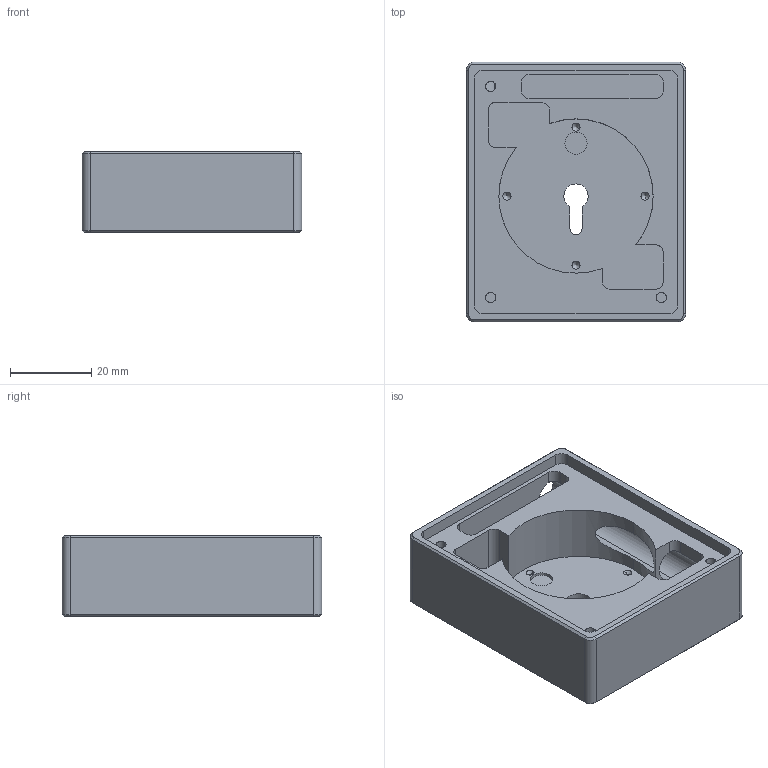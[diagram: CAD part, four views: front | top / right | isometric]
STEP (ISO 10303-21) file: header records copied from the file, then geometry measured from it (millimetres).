
FILE_DESCRIPTION (( 'STEP AP203' ), '1' );
FILE_NAME ('Corp.STEP', '2022-01-07T14:29:09', ( '' ), ( '' ), 'SwSTEP 2.0', 'SolidWorks 2019', '' );
FILE_SCHEMA (( 'CONFIG_CONTROL_DESIGN' ));
Length unit declared in the file: millimetre
Products named in the file (1): Corp
Bounding box: 54 x 64 x 20 mm (x, y, z)
Volume: 33676.4 mm3; surface area: 16793 mm2
Topology: 1 solids, 1 shells, 110 faces, 299 edges, 188 vertices
Faces by surface type: cylinder 51, plane 43, cone 16
Entity records: 3832 total; most frequent: CARTESIAN_POINT 962, DIRECTION 585, ORIENTED_EDGE 582, EDGE_CURVE 291, AXIS2_PLACEMENT_3D 211, VERTEX_POINT 188, LINE 163, VECTOR 163
